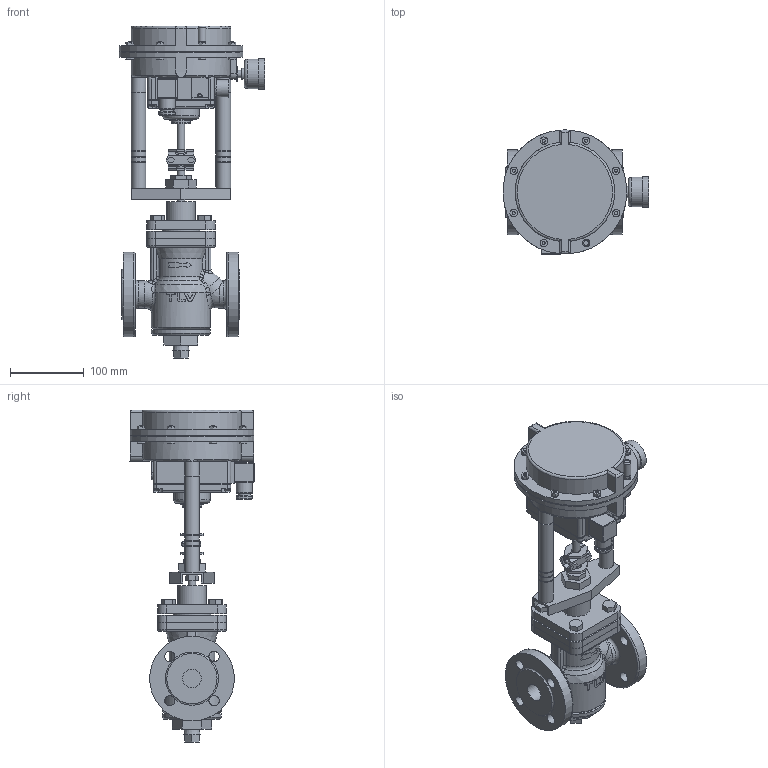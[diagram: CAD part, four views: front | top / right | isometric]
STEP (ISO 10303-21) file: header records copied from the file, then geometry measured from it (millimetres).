
FILE_DESCRIPTION(/* description */ (''),/* implementation_level */ '2;1');
FILE_NAME(/* name */ 'cvsr0-025-e0025-00.stp',/* time_stamp */ '2016-12-20T16:03:27+09:00',/* author */ ('nakaot'),/* organization */ (''),/* preprocessor_version */ 'ST-DEVELOPER v15.6',/* originating_system */ 'Autodesk Inventor 2015',/* authorisation */ '');
FILE_SCHEMA (('CONFIG_CONTROL_DESIGN'));
Length unit declared in the file: millimetre
Products named in the file (1): cvsr0-025-e0025-00
Bounding box: 197.41 x 168.1 x 450 mm (x, y, z)
Volume: 3058616.6 mm3; surface area: 328200.8 mm2
Topology: 5 solids, 6 shells, 931 faces, 2265 edges, 1428 vertices
Faces by surface type: plane 611, cylinder 180, bspline 96, torus 33, cone 7, sphere 4
Full cylindrical faces by diameter (mm): 4 x8, 4.5 x4, 6 x1, 8 x4, 10 x11, 10.392 x1, 11.445 x2, 14 x8, 15 x3, 16 x2, 16.6 x1, 18 x6, 20 x11, 22 x3, 24 x1, 25 x3, 26 x1, 30 x1, 37 x2, 39 x1, 40 x1, 42 x1, 50 x1, 52 x1, 68.624 x1, 80 x2, 115 x2, 164 x1, 168 x2
Entity records: 29143 total; most frequent: CARTESIAN_POINT 8207, ORIENTED_EDGE 4252, DIRECTION 4144, EDGE_CURVE 2126, AXIS2_PLACEMENT_3D 1432, VERTEX_POINT 1400, LINE 1280, VECTOR 1280
